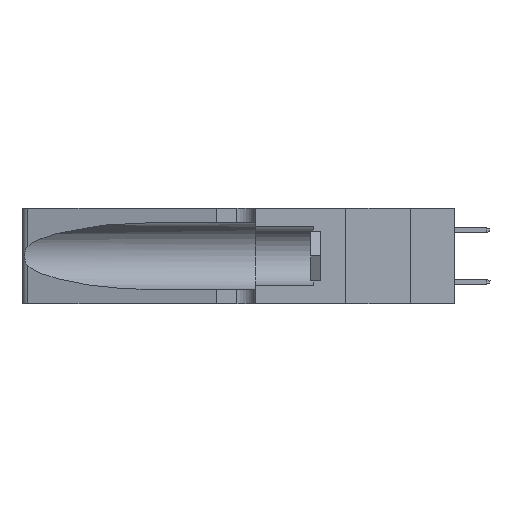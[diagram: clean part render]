
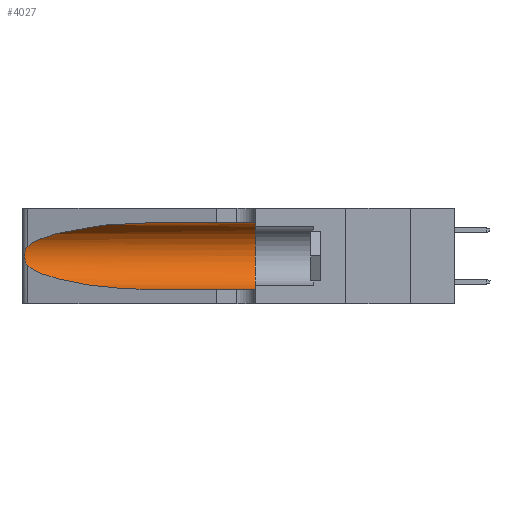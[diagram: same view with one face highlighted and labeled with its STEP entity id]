
A CAD part, left-side view. The second image highlights one B-rep face of the part: STEP entity #4027.
In plain terms, the highlighted cylindrical face has radius 3.308 mm (diameter 6.617 mm), a partial arc.
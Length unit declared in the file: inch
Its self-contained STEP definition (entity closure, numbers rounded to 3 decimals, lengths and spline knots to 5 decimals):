
#412 = CARTESIAN_POINT ( 'NONE',  ( 0.2373, 1.15595, 0.28018 ) ) ;
#619 = LINE ( 'NONE', #17203, #13392 ) ;
#703 = CARTESIAN_POINT ( 'NONE',  ( 0.25487, 1.22718, 0.14631 ) ) ;
#785 = CARTESIAN_POINT ( 'NONE',  ( 0.1305, 0.72297, 0.31525 ) ) ;
#1113 = VERTEX_POINT ( 'NONE', #10919 ) ;
#1612 = DIRECTION ( 'NONE',  ( 0., 0., 1. ) ) ;
#2083 =( BOUNDED_CURVE ( )  B_SPLINE_CURVE ( 3, ( #10928, #17195, #412, #5011 ),
 .UNSPECIFIED., .F., .F. ) 
 B_SPLINE_CURVE_WITH_KNOTS ( ( 4, 4 ),
 ( 1.5708, 2.84003 ),
 .UNSPECIFIED. ) 
 CURVE ( )  GEOMETRIC_REPRESENTATION_ITEM ( )  RATIONAL_B_SPLINE_CURVE ( ( 1., 0.87, 0.87, 1. ) ) 
 REPRESENTATION_ITEM ( '' )  );
#2370 = CARTESIAN_POINT ( 'NONE',  ( 0.26018, 1.23835, 0.19895 ) ) ;
#2423 = EDGE_CURVE ( 'NONE', #2610, #6813, #15218, .T. ) ;
#2463 = CARTESIAN_POINT ( 'NONE',  ( 0.25789, 1.23486, 0.15765 ) ) ;
#2610 = VERTEX_POINT ( 'NONE', #703 ) ;
#2965 = EDGE_CURVE ( 'NONE', #3928, #2610, #12145, .T. ) ;
#3778 = CARTESIAN_POINT ( 'NONE',  ( 0.25555, 1.22993, 0.14849 ) ) ;
#3891 = ORIENTED_EDGE ( 'NONE', *, *, #16073, .T. ) ;
#3928 = VERTEX_POINT ( 'NONE', #9107 ) ;
#4027 = ADVANCED_FACE ( 'NONE', ( #4351 ), #9159, .F. ) ;
#4351 = FACE_OUTER_BOUND ( 'NONE', #15931, .T. ) ;
#4523 = EDGE_CURVE ( 'NONE', #8826, #3928, #2083, .T. ) ;
#5011 = CARTESIAN_POINT ( 'NONE',  ( 0.25487, 1.22718, 0.22369 ) ) ;
#5225 = CIRCLE ( 'NONE', #14487, 0.13025 ) ;
#5467 = CARTESIAN_POINT ( 'NONE',  ( 0.25787, 1.23484, 0.2124 ) ) ;
#5483 = EDGE_CURVE ( 'NONE', #8826, #1113, #6438, .T. ) ;
#6438 = LINE ( 'NONE', #18734, #16904 ) ;
#6525 = DIRECTION ( 'NONE',  ( 0., -1., 0. ) ) ;
#6813 = VERTEX_POINT ( 'NONE', #16389 ) ;
#6970 = CARTESIAN_POINT ( 'NONE',  ( 0.25854, 1.2359, 0.20912 ) ) ;
#7517 = DIRECTION ( 'NONE',  ( 0., 1., 0. ) ) ;
#7631 = DIRECTION ( 'NONE',  ( 0., 0., -1. ) ) ;
#8402 = CARTESIAN_POINT ( 'NONE',  ( 0.26075, 1.23896, 0.19203 ) ) ;
#8497 = CARTESIAN_POINT ( 'NONE',  ( 0.25487, 1.22718, 0.14631 ) ) ;
#8569 = ORIENTED_EDGE ( 'NONE', *, *, #2965, .T. ) ;
#8826 = VERTEX_POINT ( 'NONE', #785 ) ;
#8938 = CARTESIAN_POINT ( 'NONE',  ( 0.1305, 0.35, 0.185 ) ) ;
#9107 = CARTESIAN_POINT ( 'NONE',  ( 0.25487, 1.22718, 0.22369 ) ) ;
#9159 = CYLINDRICAL_SURFACE ( 'NONE', #17176, 0.13025 ) ;
#9537 = CARTESIAN_POINT ( 'NONE',  ( 0.1305, 0.35, 0.05475 ) ) ;
#9739 = CARTESIAN_POINT ( 'NONE',  ( 0.25487, 1.22718, 0.14631 ) ) ;
#9901 = CARTESIAN_POINT ( 'NONE',  ( 0.25487, 1.22718, 0.22369 ) ) ;
#10465 = CARTESIAN_POINT ( 'NONE',  ( 0.1305, 1.61858, 0.185 ) ) ;
#10857 = DIRECTION ( 'NONE',  ( 0., -1., 0. ) ) ;
#10919 = CARTESIAN_POINT ( 'NONE',  ( 0.1305, 0.35, 0.31525 ) ) ;
#10928 = CARTESIAN_POINT ( 'NONE',  ( 0.1305, 0.72297, 0.31525 ) ) ;
#11048 = ORIENTED_EDGE ( 'NONE', *, *, #4523, .T. ) ;
#11318 = CARTESIAN_POINT ( 'NONE',  ( 0.25639, 1.23184, 0.21858 ) ) ;
#11407 = CARTESIAN_POINT ( 'NONE',  ( 0.25856, 1.23593, 0.16098 ) ) ;
#11593 = CARTESIAN_POINT ( 'NONE',  ( 0.26017, 1.23833, 0.17102 ) ) ;
#12145 = B_SPLINE_CURVE_WITH_KNOTS ( 'NONE', 3,
 ( #9901, #12980, #11318, #5467, #6970, #2370, #8402, #14668, #11593, #11407, #2463, #18979, #3778, #8497 ),
 .UNSPECIFIED., .F., .F.,
 ( 4, 2, 2, 2, 2, 2, 4 ),
 ( 0., 0.00027, 0.00053, 0.00107, 0.0016, 0.00187, 0.00214 ),
 .UNSPECIFIED. ) ;
#12294 = ORIENTED_EDGE ( 'NONE', *, *, #5483, .F. ) ;
#12980 = CARTESIAN_POINT ( 'NONE',  ( 0.25555, 1.22994, 0.2215 ) ) ;
#13246 = EDGE_CURVE ( 'NONE', #1113, #17109, #5225, .T. ) ;
#13392 = VECTOR ( 'NONE', #6525, 39.37008 ) ;
#13469 = ORIENTED_EDGE ( 'NONE', *, *, #13246, .F. ) ;
#14487 = AXIS2_PLACEMENT_3D ( 'NONE', #8938, #7517, #1612 ) ;
#14668 = CARTESIAN_POINT ( 'NONE',  ( 0.26075, 1.23896, 0.178 ) ) ;
#15218 =( BOUNDED_CURVE ( )  B_SPLINE_CURVE ( 3, ( #9739, #15601, #17292, #15816 ),
 .UNSPECIFIED., .F., .T. ) 
 B_SPLINE_CURVE_WITH_KNOTS ( ( 4, 4 ),
 ( 3.44316, 4.71239 ),
 .UNSPECIFIED. ) 
 CURVE ( )  GEOMETRIC_REPRESENTATION_ITEM ( )  RATIONAL_B_SPLINE_CURVE ( ( 1., 0.87, 0.87, 1. ) ) 
 REPRESENTATION_ITEM ( '' )  );
#15233 = DIRECTION ( 'NONE',  ( 0., -1., 0. ) ) ;
#15601 = CARTESIAN_POINT ( 'NONE',  ( 0.2373, 1.15595, 0.08982 ) ) ;
#15816 = CARTESIAN_POINT ( 'NONE',  ( 0.1305, 0.72297, 0.05475 ) ) ;
#15931 = EDGE_LOOP ( 'NONE', ( #11048, #8569, #17367, #3891, #13469, #12294 ) ) ;
#16073 = EDGE_CURVE ( 'NONE', #6813, #17109, #619, .T. ) ;
#16389 = CARTESIAN_POINT ( 'NONE',  ( 0.1305, 0.72297, 0.05475 ) ) ;
#16904 = VECTOR ( 'NONE', #10857, 39.37008 ) ;
#17109 = VERTEX_POINT ( 'NONE', #9537 ) ;
#17176 = AXIS2_PLACEMENT_3D ( 'NONE', #10465, #15233, #7631 ) ;
#17195 = CARTESIAN_POINT ( 'NONE',  ( 0.18966, 0.96281, 0.31525 ) ) ;
#17203 = CARTESIAN_POINT ( 'NONE',  ( 0.1305, 1.61858, 0.05475 ) ) ;
#17292 = CARTESIAN_POINT ( 'NONE',  ( 0.18966, 0.96281, 0.05475 ) ) ;
#17367 = ORIENTED_EDGE ( 'NONE', *, *, #2423, .T. ) ;
#18734 = CARTESIAN_POINT ( 'NONE',  ( 0.1305, 1.61858, 0.31525 ) ) ;
#18979 = CARTESIAN_POINT ( 'NONE',  ( 0.25639, 1.23186, 0.15144 ) ) ;
